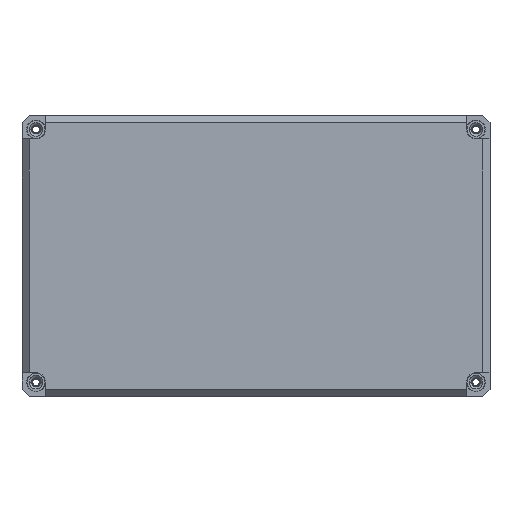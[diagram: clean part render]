
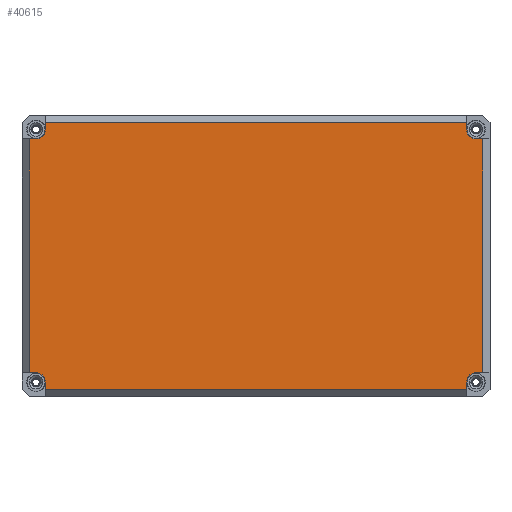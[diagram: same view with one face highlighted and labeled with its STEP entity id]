
A CAD part, top view. The second image highlights one B-rep face of the part: STEP entity #40615.
In plain terms, the highlighted planar face has unit normal (0, 0, 1).
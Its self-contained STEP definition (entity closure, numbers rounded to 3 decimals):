
#33568=DIRECTION('',(0.,1.,0.));
#33569=VECTOR('',#33568,99.948);
#33570=CARTESIAN_POINT('',(97.,-49.974,15.));
#33571=LINE('',#33570,#33569);
#33582=DIRECTION('',(0.,1.,0.));
#33583=VECTOR('',#33582,3.);
#33584=CARTESIAN_POINT('',(-89.974,-57.,15.));
#33585=LINE('',#33584,#33583);
#33589=CARTESIAN_POINT('',(-94.,-54.,15.));
#33590=DIRECTION('',(0.,0.,1.));
#33591=DIRECTION('',(1.,0.,0.));
#33592=AXIS2_PLACEMENT_3D('',#33589,#33590,#33591);
#33597=DIRECTION('',(1.,0.,0.));
#33598=VECTOR('',#33597,3.);
#33599=CARTESIAN_POINT('',(-97.,-49.974,15.));
#33600=LINE('',#33599,#33598);
#33604=DIRECTION('',(1.,0.,0.));
#33605=VECTOR('',#33604,3.);
#33606=CARTESIAN_POINT('',(-97.,49.974,15.));
#33607=LINE('',#33606,#33605);
#33611=CARTESIAN_POINT('',(-94.,54.,15.));
#33612=DIRECTION('',(0.,0.,1.));
#33613=DIRECTION('',(0.,-1.,0.));
#33614=AXIS2_PLACEMENT_3D('',#33611,#33612,#33613);
#33619=DIRECTION('',(0.,-1.,0.));
#33620=VECTOR('',#33619,3.);
#33621=CARTESIAN_POINT('',(-89.974,57.,15.));
#33622=LINE('',#33621,#33620);
#33626=DIRECTION('',(1.,0.,0.));
#33627=VECTOR('',#33626,179.948);
#33628=CARTESIAN_POINT('',(-89.974,57.,15.));
#33629=LINE('',#33628,#33627);
#33633=DIRECTION('',(0.,-1.,0.));
#33634=VECTOR('',#33633,3.);
#33635=CARTESIAN_POINT('',(89.974,57.,15.));
#33636=LINE('',#33635,#33634);
#33640=CARTESIAN_POINT('',(94.,54.,15.));
#33641=DIRECTION('',(0.,0.,1.));
#33642=DIRECTION('',(-1.,0.,0.));
#33643=AXIS2_PLACEMENT_3D('',#33640,#33641,#33642);
#33648=DIRECTION('',(-1.,0.,0.));
#33649=VECTOR('',#33648,3.);
#33650=CARTESIAN_POINT('',(97.,49.974,15.));
#33651=LINE('',#33650,#33649);
#33655=DIRECTION('',(-1.,0.,0.));
#33656=VECTOR('',#33655,3.);
#33657=CARTESIAN_POINT('',(97.,-49.974,15.));
#33658=LINE('',#33657,#33656);
#33662=CARTESIAN_POINT('',(94.,-54.,15.));
#33663=DIRECTION('',(0.,0.,1.));
#33664=DIRECTION('',(0.,1.,0.));
#33665=AXIS2_PLACEMENT_3D('',#33662,#33663,#33664);
#33670=DIRECTION('',(0.,1.,0.));
#33671=VECTOR('',#33670,3.);
#33672=CARTESIAN_POINT('',(89.974,-57.,15.));
#33673=LINE('',#33672,#33671);
#33684=DIRECTION('',(1.,0.,0.));
#33685=VECTOR('',#33684,179.948);
#33686=CARTESIAN_POINT('',(-89.974,-57.,15.));
#33687=LINE('',#33686,#33685);
#33770=DIRECTION('',(0.,-1.,0.));
#33771=VECTOR('',#33770,99.948);
#33772=CARTESIAN_POINT('',(-97.,49.974,15.));
#33773=LINE('',#33772,#33771);
#38971=CARTESIAN_POINT('',(89.974,57.,15.));
#38972=CARTESIAN_POINT('',(89.974,54.,15.));
#38973=VERTEX_POINT('',#38971);
#38974=VERTEX_POINT('',#38972);
#38975=CARTESIAN_POINT('',(94.,49.974,15.));
#38976=VERTEX_POINT('',#38975);
#38977=CARTESIAN_POINT('',(97.,49.974,15.));
#38978=VERTEX_POINT('',#38977);
#38979=CARTESIAN_POINT('',(-94.,49.974,15.));
#38980=CARTESIAN_POINT('',(-89.974,54.,15.));
#38981=VERTEX_POINT('',#38979);
#38982=VERTEX_POINT('',#38980);
#38983=CARTESIAN_POINT('',(-89.974,57.,15.));
#38984=VERTEX_POINT('',#38983);
#38985=CARTESIAN_POINT('',(-97.,49.974,15.));
#38986=VERTEX_POINT('',#38985);
#38987=CARTESIAN_POINT('',(97.,-49.974,15.));
#38988=CARTESIAN_POINT('',(94.,-49.974,15.));
#38989=VERTEX_POINT('',#38987);
#38990=VERTEX_POINT('',#38988);
#38991=CARTESIAN_POINT('',(89.974,-54.,15.));
#38992=VERTEX_POINT('',#38991);
#38993=CARTESIAN_POINT('',(89.974,-57.,15.));
#38994=VERTEX_POINT('',#38993);
#38995=CARTESIAN_POINT('',(-97.,-49.974,15.));
#38996=CARTESIAN_POINT('',(-94.,-49.974,15.));
#38997=VERTEX_POINT('',#38995);
#38998=VERTEX_POINT('',#38996);
#38999=CARTESIAN_POINT('',(-89.974,-57.,15.));
#39000=CARTESIAN_POINT('',(-89.974,-54.,15.));
#39001=VERTEX_POINT('',#38999);
#39002=VERTEX_POINT('',#39000);
#40582=CARTESIAN_POINT('',(0.,0.,15.));
#40583=DIRECTION('',(0.,0.,1.));
#40584=DIRECTION('',(1.,0.,0.));
#40585=AXIS2_PLACEMENT_3D('',#40582,#40583,#40584);
#40586=PLANE('',#40585);
#40588=ORIENTED_EDGE('',*,*,#40587,.F.);
#40590=ORIENTED_EDGE('',*,*,#40589,.T.);
#40591=ORIENTED_EDGE('',*,*,#40299,.T.);
#40593=ORIENTED_EDGE('',*,*,#40592,.F.);
#40595=ORIENTED_EDGE('',*,*,#40594,.F.);
#40597=ORIENTED_EDGE('',*,*,#40596,.T.);
#40598=ORIENTED_EDGE('',*,*,#40444,.T.);
#40599=ORIENTED_EDGE('',*,*,#40487,.F.);
#40600=ORIENTED_EDGE('',*,*,#40502,.T.);
#40602=ORIENTED_EDGE('',*,*,#40601,.T.);
#40604=ORIENTED_EDGE('',*,*,#40603,.T.);
#40605=ORIENTED_EDGE('',*,*,#40575,.F.);
#40606=ORIENTED_EDGE('',*,*,#40563,.F.);
#40608=ORIENTED_EDGE('',*,*,#40607,.T.);
#40610=ORIENTED_EDGE('',*,*,#40609,.T.);
#40612=ORIENTED_EDGE('',*,*,#40611,.F.);
#40613=EDGE_LOOP('',(#40588,#40590,#40591,#40593,#40595,#40597,#40598,#40599,
#40600,#40602,#40604,#40605,#40606,#40608,#40610,#40612));
#40614=FACE_OUTER_BOUND('',#40613,.F.);
#40615=ADVANCED_FACE('',(#40614),#40586,.T.);
#33593=CIRCLE('',#33592,4.026);
#33615=CIRCLE('',#33614,4.026);
#33644=CIRCLE('',#33643,4.026);
#33666=CIRCLE('',#33665,4.026);
#40299=EDGE_CURVE('',#39002,#38998,#33593,.T.);
#40444=EDGE_CURVE('',#38981,#38982,#33615,.T.);
#40487=EDGE_CURVE('',#38984,#38982,#33622,.T.);
#40502=EDGE_CURVE('',#38984,#38973,#33629,.T.);
#40563=EDGE_CURVE('',#38989,#38978,#33571,.T.);
#40575=EDGE_CURVE('',#38978,#38976,#33651,.T.);
#40587=EDGE_CURVE('',#39001,#38994,#33687,.T.);
#40589=EDGE_CURVE('',#39001,#39002,#33585,.T.);
#40592=EDGE_CURVE('',#38997,#38998,#33600,.T.);
#40594=EDGE_CURVE('',#38986,#38997,#33773,.T.);
#40596=EDGE_CURVE('',#38986,#38981,#33607,.T.);
#40601=EDGE_CURVE('',#38973,#38974,#33636,.T.);
#40603=EDGE_CURVE('',#38974,#38976,#33644,.T.);
#40607=EDGE_CURVE('',#38989,#38990,#33658,.T.);
#40609=EDGE_CURVE('',#38990,#38992,#33666,.T.);
#40611=EDGE_CURVE('',#38994,#38992,#33673,.T.);
